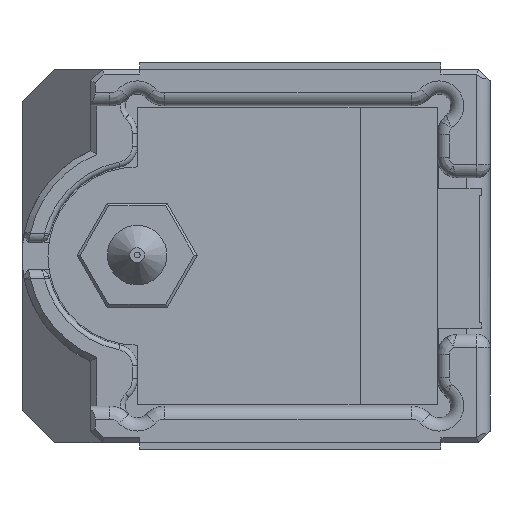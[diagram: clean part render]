
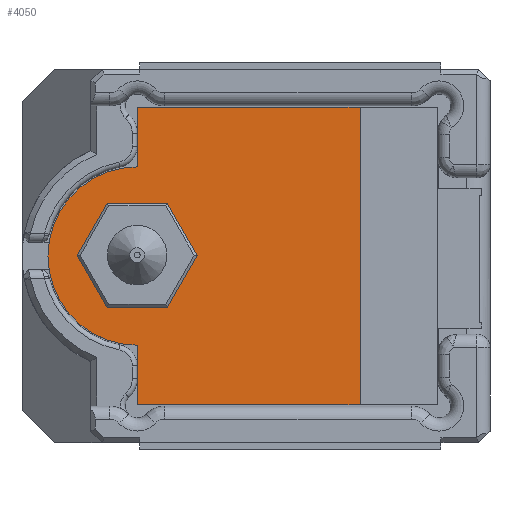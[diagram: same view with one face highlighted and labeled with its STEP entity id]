
A CAD part, top view. The second image highlights one B-rep face of the part: STEP entity #4050.
In plain terms, the highlighted planar face has unit normal (0, 0, 1).
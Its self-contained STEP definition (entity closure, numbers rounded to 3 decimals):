
#241=FACE_BOUND('',#657,.T.);
#252=CIRCLE('',#4310,6.);
#253=CIRCLE('',#4311,3.05);
#416=FACE_OUTER_BOUND('',#656,.T.);
#656=EDGE_LOOP('',(#2726,#2727,#2728,#2729,#2730,#2731));
#657=EDGE_LOOP('',(#2732));
#932=LINE('',#5889,#1297);
#934=LINE('',#5893,#1299);
#935=LINE('',#5895,#1300);
#936=LINE('',#5899,#1301);
#937=LINE('',#5900,#1302);
#1297=VECTOR('',#4748,10.);
#1299=VECTOR('',#4752,10.);
#1300=VECTOR('',#4753,10.);
#1301=VECTOR('',#4756,10.);
#1302=VECTOR('',#4757,10.);
#1651=VERTEX_POINT('',#5886);
#1652=VERTEX_POINT('',#5888);
#1653=VERTEX_POINT('',#5892);
#1654=VERTEX_POINT('',#5894);
#1655=VERTEX_POINT('',#5896);
#1656=VERTEX_POINT('',#5898);
#1657=VERTEX_POINT('',#5901);
#2066=EDGE_CURVE('',#1652,#1651,#932,.T.);
#2068=EDGE_CURVE('',#1651,#1653,#934,.T.);
#2069=EDGE_CURVE('',#1653,#1654,#935,.T.);
#2070=EDGE_CURVE('',#1654,#1655,#252,.T.);
#2071=EDGE_CURVE('',#1655,#1656,#936,.T.);
#2072=EDGE_CURVE('',#1656,#1652,#937,.T.);
#2073=EDGE_CURVE('',#1657,#1657,#253,.T.);
#2726=ORIENTED_EDGE('',*,*,#2066,.T.);
#2727=ORIENTED_EDGE('',*,*,#2068,.T.);
#2728=ORIENTED_EDGE('',*,*,#2069,.T.);
#2729=ORIENTED_EDGE('',*,*,#2070,.T.);
#2730=ORIENTED_EDGE('',*,*,#2071,.T.);
#2731=ORIENTED_EDGE('',*,*,#2072,.T.);
#2732=ORIENTED_EDGE('',*,*,#2073,.T.);
#3911=PLANE('',#4309);
#4050=ADVANCED_FACE('',(#416,#241),#3911,.T.);
#4309=AXIS2_PLACEMENT_3D('',#5891,#4750,#4751);
#4310=AXIS2_PLACEMENT_3D('',#5897,#4754,#4755);
#4311=AXIS2_PLACEMENT_3D('',#5902,#4758,#4759);
#4748=DIRECTION('',(0.,1.,0.));
#4750=DIRECTION('center_axis',(0.,0.,1.));
#4751=DIRECTION('ref_axis',(0.,-1.,0.));
#4752=DIRECTION('',(-1.,0.,0.));
#4753=DIRECTION('',(0.,-1.,0.));
#4754=DIRECTION('center_axis',(0.,0.,1.));
#4755=DIRECTION('ref_axis',(0.,1.,0.));
#4756=DIRECTION('',(0.,-1.,0.));
#4757=DIRECTION('',(1.,0.,0.));
#4758=DIRECTION('center_axis',(0.,0.,-1.));
#4759=DIRECTION('ref_axis',(0.,1.,0.));
#5886=CARTESIAN_POINT('',(13.96,12.98,1.9));
#5888=CARTESIAN_POINT('',(13.96,-7.02,1.9));
#5889=CARTESIAN_POINT('',(13.96,2.98,1.9));
#5891=CARTESIAN_POINT('Origin',(9.06,2.98,1.9));
#5892=CARTESIAN_POINT('',(-1.04,12.98,1.9));
#5893=CARTESIAN_POINT('',(9.06,12.98,1.9));
#5894=CARTESIAN_POINT('',(-1.04,8.98,1.9));
#5895=CARTESIAN_POINT('',(-1.04,2.98,1.9));
#5896=CARTESIAN_POINT('',(-1.04,-3.02,1.9));
#5897=CARTESIAN_POINT('Origin',(-1.04,2.98,1.9));
#5898=CARTESIAN_POINT('',(-1.04,-7.02,1.9));
#5899=CARTESIAN_POINT('',(-1.04,2.98,1.9));
#5900=CARTESIAN_POINT('',(9.06,-7.02,1.9));
#5901=CARTESIAN_POINT('',(-1.04,-0.07,1.9));
#5902=CARTESIAN_POINT('Origin',(-1.04,2.98,1.9));
